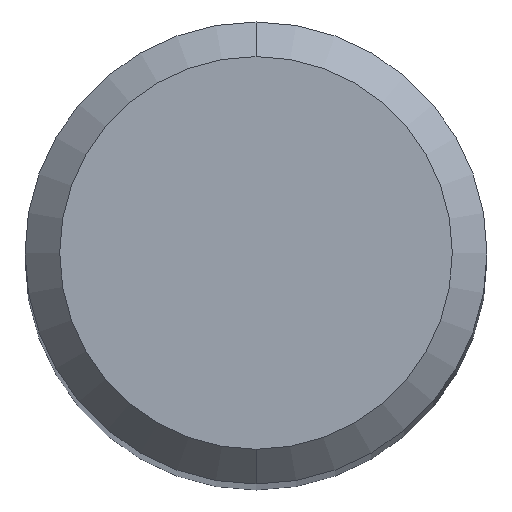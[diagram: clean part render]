
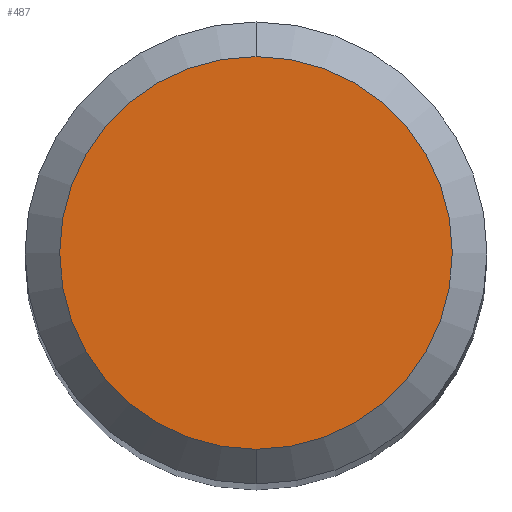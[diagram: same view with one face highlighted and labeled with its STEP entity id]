
A CAD part, top view. The second image highlights one B-rep face of the part: STEP entity #487.
In plain terms, the highlighted planar face has unit normal (0, 0, 1).
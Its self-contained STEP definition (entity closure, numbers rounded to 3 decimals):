
#487=ADVANCED_FACE('',(#1075),#1076,.T.);
#497=EDGE_CURVE('',#665,#821,#1087,.T.);
#665=VERTEX_POINT('',#1272);
#667=EDGE_CURVE('',#821,#665,#1274,.T.);
#821=VERTEX_POINT('',#1440);
#1075=FACE_OUTER_BOUND('',#3471,.T.);
#1076=PLANE('',#3472);
#1087=CIRCLE('',#3486,1.7);
#1272=CARTESIAN_POINT('',(0.,-1.7,0.0));
#1274=CIRCLE('',#4491,1.7);
#1440=CARTESIAN_POINT('',(0.0,1.7,0.0));
#3471=EDGE_LOOP('',(#5434,#5435));
#3472=AXIS2_PLACEMENT_3D('',#5436,#5437,#5438);
#3486=AXIS2_PLACEMENT_3D('',#5455,#5456,#5457);
#4491=AXIS2_PLACEMENT_3D('',#5663,#5664,#5665);
#5434=ORIENTED_EDGE('',*,*,#667,.F.);
#5435=ORIENTED_EDGE('',*,*,#497,.F.);
#5436=CARTESIAN_POINT('',(0.0,0.85,0.0));
#5437=DIRECTION('',(-0.0,0.0,1.0));
#5438=DIRECTION('',(0.0,-1.0,0.0));
#5455=CARTESIAN_POINT('',(0.0,0.0,0.0));
#5456=DIRECTION('',(0.0,0.0,-1.0));
#5457=DIRECTION('',(0.0,1.0,0.0));
#5663=CARTESIAN_POINT('',(0.0,0.0,0.0));
#5664=DIRECTION('',(0.0,0.0,-1.0));
#5665=DIRECTION('',(0.0,1.0,0.0));
